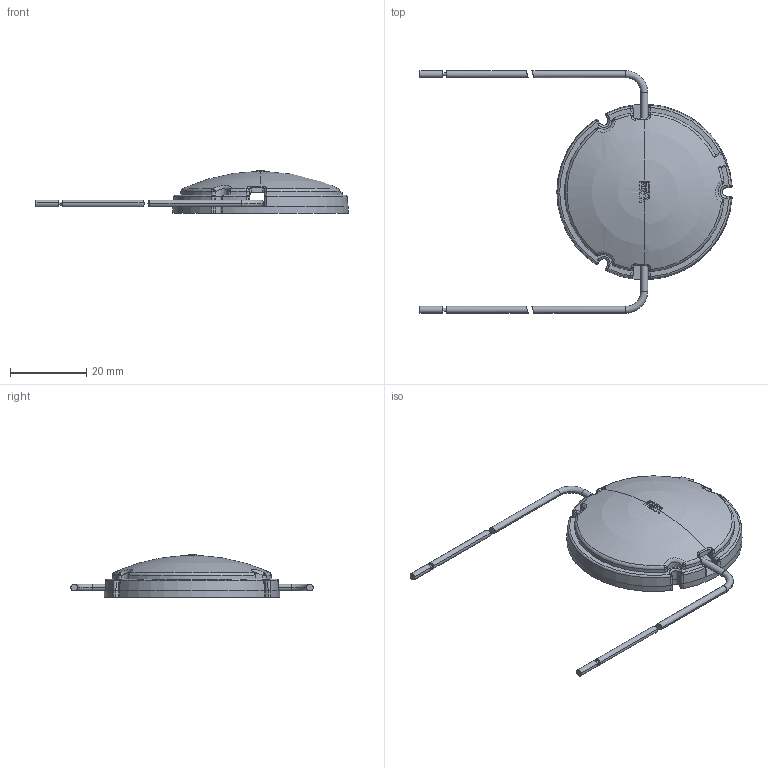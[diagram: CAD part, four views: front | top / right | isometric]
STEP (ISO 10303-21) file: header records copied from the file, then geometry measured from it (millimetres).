
FILE_DESCRIPTION(('Creo Elements/Direct Modeling STEP Export'),'2;1');
FILE_NAME('READYLINE_C05_8,7W_LAT.stp','2017-06-15T15:23:30',(''),(''),'Creo Elements/Direct Modeling STEP processor for AP214 (Solid Model)','Creo Elements/Direct Modeling 19.0F 14-Feb-2017 (C) Parametric Technology GmbH','');
FILE_SCHEMA(('AUTOMOTIVE_DESIGN { 1 0 10303 214 1 1 1 1 }'));
Length unit declared in the file: millimetre
Products named in the file (6): p28; cavo2.1.1; cavo1.1.1
Assembly tree (3 placements, depth 2):
  p28
    p28
  cavo2.1.1
    cavo2.1.1
  cavo1.1.1
    cavo1.1.1
Bounding box: 81.87 x 63.61 x 11.05 mm (x, y, z)
Volume: 8434.1 mm3; surface area: 8153.6 mm2
Topology: 3 solids, 14 shells, 450 faces, 1119 edges, 699 vertices
Faces by surface type: bspline 140, plane 107, cylinder 105, torus 38, cone 37, extrusion 12, sphere 11
Entity records: 30264 total; most frequent: CARTESIAN_POINT 21263, ORIENTED_EDGE 2246, DIRECTION 1277, EDGE_CURVE 1117, VERTEX_POINT 699, AXIS2_PLACEMENT_3D 524, EDGE_LOOP 460, FACE_OUTER_BOUND 450
